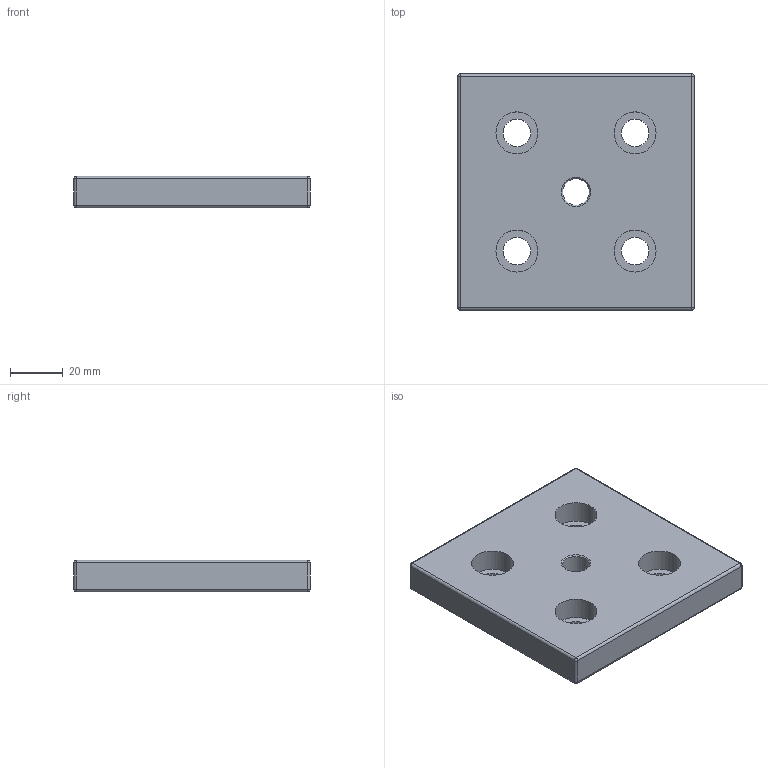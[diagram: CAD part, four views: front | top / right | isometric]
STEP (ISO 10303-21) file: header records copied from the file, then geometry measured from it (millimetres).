
FILE_DESCRIPTION(/* description */ ('PIASTRA FISS. PIEDI M12 90X90'),/* implementation_level */ '2;1');
FILE_NAME(/* name */ 'DPSXX0001729.stp',/* time_stamp */ '2018-11-05T17:49:38+01:00',/* author */ ('fzagni'),/* organization */ (''),/* preprocessor_version */ 'ST-DEVELOPER v16.1',/* originating_system */ 'Autodesk Inventor 2016',/* authorisation */ '');
FILE_SCHEMA (('AUTOMOTIVE_DESIGN { 1 0 10303 214 3 1 1 }'));
Length unit declared in the file: millimetre
Products named in the file (1): DPSXX0001729
Bounding box: 90 x 90 x 12 mm (x, y, z)
Volume: 88017.4 mm3; surface area: 21870 mm2
Topology: 1 solids, 1 shells, 41 faces, 80 edges, 45 vertices
Faces by surface type: cylinder 21, plane 10, sphere 8, cone 2
Full cylindrical faces by diameter (mm): 10.106 x1, 10.5 x4, 16 x4
Entity records: 1018 total; most frequent: DIRECTION 196, CARTESIAN_POINT 154, ORIENTED_EDGE 136, AXIS2_PLACEMENT_3D 86, EDGE_CURVE 68, EDGE_LOOP 66, CIRCLE 44, VERTEX_POINT 44
